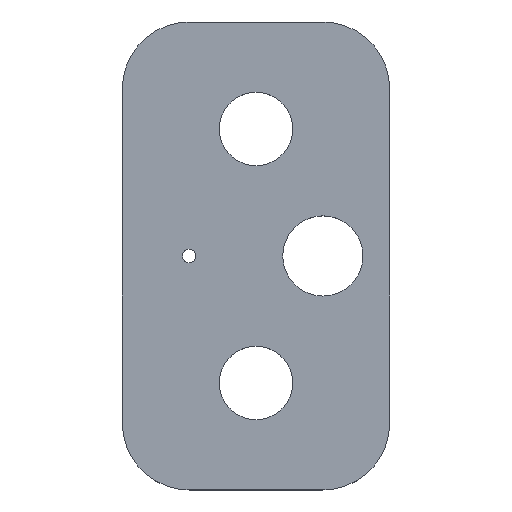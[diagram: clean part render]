
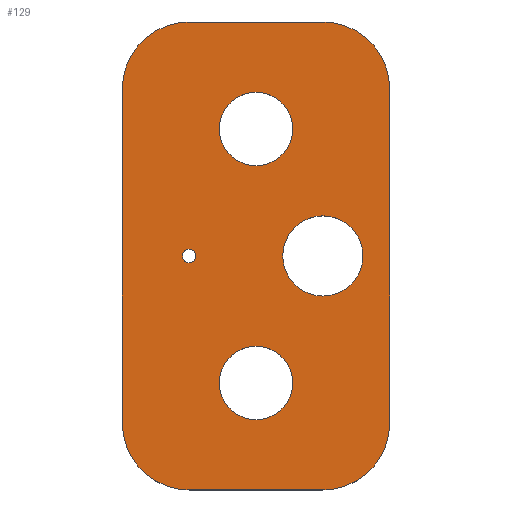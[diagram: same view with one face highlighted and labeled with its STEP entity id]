
A CAD part, top view. The second image highlights one B-rep face of the part: STEP entity #129.
In plain terms, the highlighted planar face has unit normal (0, 0, 1).
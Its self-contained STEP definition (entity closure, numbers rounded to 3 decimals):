
#3 = FACE_BOUND ( 'NONE', #66, .T. ) ;
#14 = CARTESIAN_POINT ( 'NONE',  ( 5.5, 19., 5. ) ) ;
#20 = VERTEX_POINT ( 'NONE', #638 ) ;
#22 = DIRECTION ( 'NONE',  ( 1., 0., 0. ) ) ;
#27 = ORIENTED_EDGE ( 'NONE', *, *, #327, .F. ) ;
#30 = DIRECTION ( 'NONE',  ( 0., 0., 1. ) ) ;
#32 = DIRECTION ( 'NONE',  ( 1., 0., 0. ) ) ;
#33 = AXIS2_PLACEMENT_3D ( 'NONE', #292, #92, #484 ) ;
#35 = EDGE_LOOP ( 'NONE', ( #605, #527 ) ) ;
#40 = DIRECTION ( 'NONE',  ( 0., 0., 1. ) ) ;
#44 = ORIENTED_EDGE ( 'NONE', *, *, #417, .F. ) ;
#45 = AXIS2_PLACEMENT_3D ( 'NONE', #471, #169, #32 ) ;
#57 = VERTEX_POINT ( 'NONE', #195 ) ;
#59 = EDGE_CURVE ( 'NONE', #141, #105, #504, .T. ) ;
#61 = DIRECTION ( 'NONE',  ( 0., 0., 1. ) ) ;
#64 = DIRECTION ( 'NONE',  ( 0., 0., 1. ) ) ;
#66 = EDGE_LOOP ( 'NONE', ( #482, #27 ) ) ;
#72 = LINE ( 'NONE', #616, #544 ) ;
#74 = DIRECTION ( 'NONE',  ( 1., 0., 0. ) ) ;
#77 = EDGE_CURVE ( 'NONE', #146, #522, #93, .T. ) ;
#85 = VERTEX_POINT ( 'NONE', #561 ) ;
#92 = DIRECTION ( 'NONE',  ( 0., 0., 1. ) ) ;
#93 = CIRCLE ( 'NONE', #150, 1. ) ;
#96 = AXIS2_PLACEMENT_3D ( 'NONE', #208, #453, #307 ) ;
#98 = CIRCLE ( 'NONE', #96, 10. ) ;
#105 = VERTEX_POINT ( 'NONE', #572 ) ;
#106 = ORIENTED_EDGE ( 'NONE', *, *, #217, .T. ) ;
#108 = DIRECTION ( 'NONE',  ( 1., 0., 0. ) ) ;
#115 = ORIENTED_EDGE ( 'NONE', *, *, #493, .F. ) ;
#116 = EDGE_CURVE ( 'NONE', #85, #20, #212, .T. ) ;
#125 = CARTESIAN_POINT ( 'NONE',  ( -9., 0., 5. ) ) ;
#126 = CARTESIAN_POINT ( 'NONE',  ( 16., 0., 5. ) ) ;
#129 = ADVANCED_FACE ( 'NONE', ( #3, #533, #587, #297, #253 ), #383, .T. ) ;
#132 = EDGE_LOOP ( 'NONE', ( #568, #115 ) ) ;
#133 = EDGE_CURVE ( 'NONE', #234, #85, #456, .T. ) ;
#134 = CARTESIAN_POINT ( 'NONE',  ( 0., 19., 5. ) ) ;
#136 = CARTESIAN_POINT ( 'NONE',  ( -20., -25., 5. ) ) ;
#141 = VERTEX_POINT ( 'NONE', #282 ) ;
#145 = ORIENTED_EDGE ( 'NONE', *, *, #280, .T. ) ;
#146 = VERTEX_POINT ( 'NONE', #617 ) ;
#150 = AXIS2_PLACEMENT_3D ( 'NONE', #365, #64, #411 ) ;
#158 = AXIS2_PLACEMENT_3D ( 'NONE', #134, #532, #577 ) ;
#169 = DIRECTION ( 'NONE',  ( 0., 0., 1. ) ) ;
#170 = EDGE_CURVE ( 'NONE', #317, #325, #256, .T. ) ;
#172 = AXIS2_PLACEMENT_3D ( 'NONE', #225, #269, #515 ) ;
#175 = CARTESIAN_POINT ( 'NONE',  ( -10., 25., 5. ) ) ;
#179 = EDGE_LOOP ( 'NONE', ( #44, #302 ) ) ;
#185 = ORIENTED_EDGE ( 'NONE', *, *, #133, .T. ) ;
#195 = CARTESIAN_POINT ( 'NONE',  ( 4., 0., 5. ) ) ;
#208 = CARTESIAN_POINT ( 'NONE',  ( 10., -25., 5. ) ) ;
#209 = AXIS2_PLACEMENT_3D ( 'NONE', #410, #402, #108 ) ;
#212 = LINE ( 'NONE', #285, #274 ) ;
#214 = CARTESIAN_POINT ( 'NONE',  ( 0., -19., 5. ) ) ;
#217 = EDGE_CURVE ( 'NONE', #105, #549, #98, .T. ) ;
#223 = VERTEX_POINT ( 'NONE', #551 ) ;
#225 = CARTESIAN_POINT ( 'NONE',  ( -10., 0., 5. ) ) ;
#234 = VERTEX_POINT ( 'NONE', #257 ) ;
#247 = EDGE_CURVE ( 'NONE', #57, #332, #353, .T. ) ;
#252 = VERTEX_POINT ( 'NONE', #315 ) ;
#253 = FACE_BOUND ( 'NONE', #132, .T. ) ;
#256 = CIRCLE ( 'NONE', #388, 5.5 ) ;
#257 = CARTESIAN_POINT ( 'NONE',  ( 20., 25., 5. ) ) ;
#259 = ORIENTED_EDGE ( 'NONE', *, *, #296, .T. ) ;
#269 = DIRECTION ( 'NONE',  ( 0., 0., 1. ) ) ;
#274 = VECTOR ( 'NONE', #331, 1000. ) ;
#277 = CARTESIAN_POINT ( 'NONE',  ( 0., 0., 5. ) ) ;
#280 = EDGE_CURVE ( 'NONE', #636, #141, #341, .T. ) ;
#282 = CARTESIAN_POINT ( 'NONE',  ( -10., -35., 5. ) ) ;
#284 = DIRECTION ( 'NONE',  ( 0., 1., 0. ) ) ;
#285 = CARTESIAN_POINT ( 'NONE',  ( -20., 35., 5. ) ) ;
#292 = CARTESIAN_POINT ( 'NONE',  ( 0., -19., 5. ) ) ;
#295 = CIRCLE ( 'NONE', #509, 10. ) ;
#296 = EDGE_CURVE ( 'NONE', #548, #636, #72, .T. ) ;
#297 = FACE_BOUND ( 'NONE', #179, .T. ) ;
#300 = EDGE_CURVE ( 'NONE', #549, #234, #565, .T. ) ;
#302 = ORIENTED_EDGE ( 'NONE', *, *, #586, .F. ) ;
#307 = DIRECTION ( 'NONE',  ( 1., 0., 0. ) ) ;
#308 = CIRCLE ( 'NONE', #172, 1. ) ;
#315 = CARTESIAN_POINT ( 'NONE',  ( 5.5, -19., 5. ) ) ;
#317 = VERTEX_POINT ( 'NONE', #626 ) ;
#325 = VERTEX_POINT ( 'NONE', #14 ) ;
#327 = EDGE_CURVE ( 'NONE', #332, #57, #629, .T. ) ;
#331 = DIRECTION ( 'NONE',  ( -1., 0., 0. ) ) ;
#332 = VERTEX_POINT ( 'NONE', #126 ) ;
#341 = CIRCLE ( 'NONE', #45, 10. ) ;
#345 = DIRECTION ( 'NONE',  ( 1., 0., 0. ) ) ;
#352 = CIRCLE ( 'NONE', #381, 5.5 ) ;
#353 = CIRCLE ( 'NONE', #209, 6. ) ;
#355 = ORIENTED_EDGE ( 'NONE', *, *, #536, .T. ) ;
#358 = CARTESIAN_POINT ( 'NONE',  ( 10., 0., 5. ) ) ;
#365 = CARTESIAN_POINT ( 'NONE',  ( -10., 0., 5. ) ) ;
#372 = AXIS2_PLACEMENT_3D ( 'NONE', #358, #61, #514 ) ;
#374 = CARTESIAN_POINT ( 'NONE',  ( 10., 25., 5. ) ) ;
#377 = DIRECTION ( 'NONE',  ( 0., 0., 1. ) ) ;
#381 = AXIS2_PLACEMENT_3D ( 'NONE', #214, #460, #22 ) ;
#383 = PLANE ( 'NONE',  #443 ) ;
#388 = AXIS2_PLACEMENT_3D ( 'NONE', #634, #40, #345 ) ;
#389 = CIRCLE ( 'NONE', #33, 5.5 ) ;
#401 = CARTESIAN_POINT ( 'NONE',  ( -20., -35., 5. ) ) ;
#402 = DIRECTION ( 'NONE',  ( 0., 0., 1. ) ) ;
#403 = CIRCLE ( 'NONE', #158, 5.5 ) ;
#410 = CARTESIAN_POINT ( 'NONE',  ( 10., 0., 5. ) ) ;
#411 = DIRECTION ( 'NONE',  ( 1., 0., 0. ) ) ;
#416 = DIRECTION ( 'NONE',  ( 0., 0., 1. ) ) ;
#417 = EDGE_CURVE ( 'NONE', #223, #252, #352, .T. ) ;
#421 = ORIENTED_EDGE ( 'NONE', *, *, #59, .T. ) ;
#429 = CARTESIAN_POINT ( 'NONE',  ( 20., 35., 5. ) ) ;
#443 = AXIS2_PLACEMENT_3D ( 'NONE', #277, #30, #622 ) ;
#453 = DIRECTION ( 'NONE',  ( 0., 0., 1. ) ) ;
#456 = CIRCLE ( 'NONE', #465, 10. ) ;
#460 = DIRECTION ( 'NONE',  ( 0., 0., 1. ) ) ;
#465 = AXIS2_PLACEMENT_3D ( 'NONE', #374, #416, #74 ) ;
#471 = CARTESIAN_POINT ( 'NONE',  ( -10., -25., 5. ) ) ;
#478 = DIRECTION ( 'NONE',  ( 0., -1., 0. ) ) ;
#482 = ORIENTED_EDGE ( 'NONE', *, *, #247, .F. ) ;
#484 = DIRECTION ( 'NONE',  ( 1., 0., 0. ) ) ;
#493 = EDGE_CURVE ( 'NONE', #522, #146, #308, .T. ) ;
#495 = VECTOR ( 'NONE', #284, 1000. ) ;
#498 = DIRECTION ( 'NONE',  ( 1., 0., 0. ) ) ;
#504 = LINE ( 'NONE', #401, #512 ) ;
#509 = AXIS2_PLACEMENT_3D ( 'NONE', #175, #377, #524 ) ;
#512 = VECTOR ( 'NONE', #498, 1000. ) ;
#514 = DIRECTION ( 'NONE',  ( 1., 0., 0. ) ) ;
#515 = DIRECTION ( 'NONE',  ( 1., 0., 0. ) ) ;
#522 = VERTEX_POINT ( 'NONE', #125 ) ;
#524 = DIRECTION ( 'NONE',  ( 1., 0., 0. ) ) ;
#527 = ORIENTED_EDGE ( 'NONE', *, *, #573, .F. ) ;
#532 = DIRECTION ( 'NONE',  ( 0., 0., 1. ) ) ;
#533 = FACE_BOUND ( 'NONE', #35, .T. ) ;
#536 = EDGE_CURVE ( 'NONE', #20, #548, #295, .T. ) ;
#544 = VECTOR ( 'NONE', #478, 1000. ) ;
#548 = VERTEX_POINT ( 'NONE', #570 ) ;
#549 = VERTEX_POINT ( 'NONE', #614 ) ;
#551 = CARTESIAN_POINT ( 'NONE',  ( -5.5, -19., 5. ) ) ;
#559 = ORIENTED_EDGE ( 'NONE', *, *, #116, .T. ) ;
#561 = CARTESIAN_POINT ( 'NONE',  ( 10., 35., 5. ) ) ;
#565 = LINE ( 'NONE', #429, #495 ) ;
#568 = ORIENTED_EDGE ( 'NONE', *, *, #77, .F. ) ;
#570 = CARTESIAN_POINT ( 'NONE',  ( -20., 25., 5. ) ) ;
#572 = CARTESIAN_POINT ( 'NONE',  ( 10., -35., 5. ) ) ;
#573 = EDGE_CURVE ( 'NONE', #325, #317, #403, .T. ) ;
#577 = DIRECTION ( 'NONE',  ( 1., 0., 0. ) ) ;
#586 = EDGE_CURVE ( 'NONE', #252, #223, #389, .T. ) ;
#587 = FACE_OUTER_BOUND ( 'NONE', #606, .T. ) ;
#605 = ORIENTED_EDGE ( 'NONE', *, *, #170, .F. ) ;
#606 = EDGE_LOOP ( 'NONE', ( #259, #145, #421, #106, #607, #185, #559, #355 ) ) ;
#607 = ORIENTED_EDGE ( 'NONE', *, *, #300, .T. ) ;
#614 = CARTESIAN_POINT ( 'NONE',  ( 20., -25., 5. ) ) ;
#616 = CARTESIAN_POINT ( 'NONE',  ( -20., 35., 5. ) ) ;
#617 = CARTESIAN_POINT ( 'NONE',  ( -11., 0., 5. ) ) ;
#622 = DIRECTION ( 'NONE',  ( 1., 0., 0. ) ) ;
#626 = CARTESIAN_POINT ( 'NONE',  ( -5.5, 19., 5. ) ) ;
#629 = CIRCLE ( 'NONE', #372, 6. ) ;
#634 = CARTESIAN_POINT ( 'NONE',  ( 0., 19., 5. ) ) ;
#636 = VERTEX_POINT ( 'NONE', #136 ) ;
#638 = CARTESIAN_POINT ( 'NONE',  ( -10., 35., 5. ) ) ;
